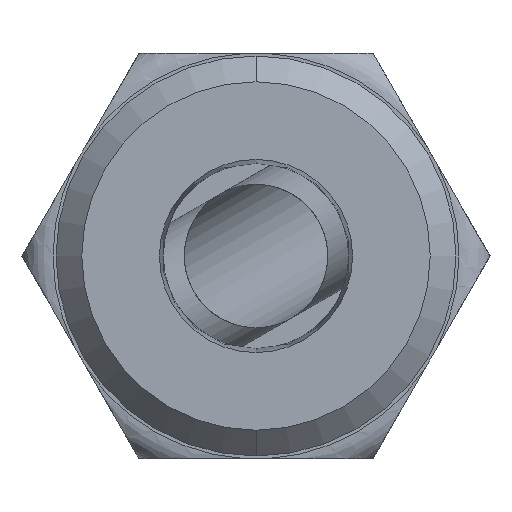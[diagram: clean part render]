
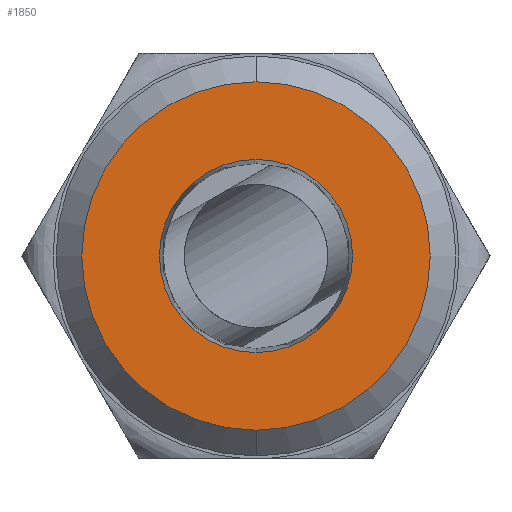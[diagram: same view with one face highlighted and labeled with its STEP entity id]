
A CAD part, front view. The second image highlights one B-rep face of the part: STEP entity #1850.
In plain terms, the highlighted planar face has unit normal (0, -1, 0).
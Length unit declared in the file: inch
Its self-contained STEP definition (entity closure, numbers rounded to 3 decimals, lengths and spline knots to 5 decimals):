
#1751 = VERTEX_POINT ( 'NONE', #2415 ) ;
#1752 = EDGE_CURVE ( 'NONE', #1753, #1754, #2414, .T. ) ;
#1753 = VERTEX_POINT ( 'NONE', #2283 ) ;
#1754 = VERTEX_POINT ( 'NONE', #2342 ) ;
#1833 = ORIENTED_EDGE ( 'NONE', *, *, #1849, .F. ) ;
#1834 = ORIENTED_EDGE ( 'NONE', *, *, #1862, .F. ) ;
#1835 = EDGE_LOOP ( 'NONE', ( #1836, #1838 ) ) ;
#1836 = ORIENTED_EDGE ( 'NONE', *, *, #1837, .T. ) ;
#1837 = EDGE_CURVE ( 'NONE', #1754, #1753, #2477, .T. ) ;
#1838 = ORIENTED_EDGE ( 'NONE', *, *, #1752, .T. ) ;
#1849 = EDGE_CURVE ( 'NONE', #1863, #1751, #2641, .T. ) ;
#1850 = ADVANCED_FACE ( 'NONE', ( #2637, #2636 ), #2635, .T. ) ;
#1851 = EDGE_LOOP ( 'NONE', ( #1833, #1834 ) ) ;
#1862 = EDGE_CURVE ( 'NONE', #1751, #1863, #2620, .T. ) ;
#1863 = VERTEX_POINT ( 'NONE', #2527 ) ;
#2279 = DIRECTION ( 'NONE',  ( 0., 0., -1. ) ) ;
#2280 = DIRECTION ( 'NONE',  ( 0., -1., 0. ) ) ;
#2281 = CARTESIAN_POINT ( 'NONE',  ( 0., -2.5813, 0. ) ) ;
#2282 = AXIS2_PLACEMENT_3D ( 'NONE', #2281, #2280, #2279 ) ;
#2283 = CARTESIAN_POINT ( 'NONE',  ( 0., -2.5813, 0.70185 ) ) ;
#2342 = CARTESIAN_POINT ( 'NONE',  ( 0., -2.5813, -0.70185 ) ) ;
#2414 = CIRCLE ( 'NONE', #2282, 0.70185 ) ;
#2415 = CARTESIAN_POINT ( 'NONE',  ( 0., -2.5813, 0.38921 ) ) ;
#2475 = CARTESIAN_POINT ( 'NONE',  ( 0., -2.5813, 0. ) ) ;
#2476 = AXIS2_PLACEMENT_3D ( 'NONE', #2475, #2616, #2615 ) ;
#2477 = CIRCLE ( 'NONE', #2476, 0.70185 ) ;
#2527 = CARTESIAN_POINT ( 'NONE',  ( 0., -2.5813, -0.38921 ) ) ;
#2528 = DIRECTION ( 'NONE',  ( 0., 0., -1. ) ) ;
#2529 = DIRECTION ( 'NONE',  ( 0., -1., 0. ) ) ;
#2530 = CARTESIAN_POINT ( 'NONE',  ( 0., -2.5813, 0. ) ) ;
#2597 = CARTESIAN_POINT ( 'NONE',  ( 0., -2.5813, 0. ) ) ;
#2615 = DIRECTION ( 'NONE',  ( 0., 0., -1. ) ) ;
#2616 = DIRECTION ( 'NONE',  ( 0., -1., 0. ) ) ;
#2619 = AXIS2_PLACEMENT_3D ( 'NONE', #2530, #2529, #2528 ) ;
#2620 = CIRCLE ( 'NONE', #2619, 0.38921 ) ;
#2631 = DIRECTION ( 'NONE',  ( 0., 0., -1. ) ) ;
#2632 = DIRECTION ( 'NONE',  ( 0., -1., 0. ) ) ;
#2633 = CARTESIAN_POINT ( 'NONE',  ( 0., -2.5813, 0. ) ) ;
#2634 = AXIS2_PLACEMENT_3D ( 'NONE', #2633, #2632, #2631 ) ;
#2635 = PLANE ( 'NONE',  #2634 ) ;
#2636 = FACE_OUTER_BOUND ( 'NONE', #1835, .T. ) ;
#2637 = FACE_BOUND ( 'NONE', #1851, .T. ) ;
#2638 = DIRECTION ( 'NONE',  ( 0., 0., -1. ) ) ;
#2639 = DIRECTION ( 'NONE',  ( 0., -1., 0. ) ) ;
#2640 = AXIS2_PLACEMENT_3D ( 'NONE', #2597, #2639, #2638 ) ;
#2641 = CIRCLE ( 'NONE', #2640, 0.38921 ) ;
